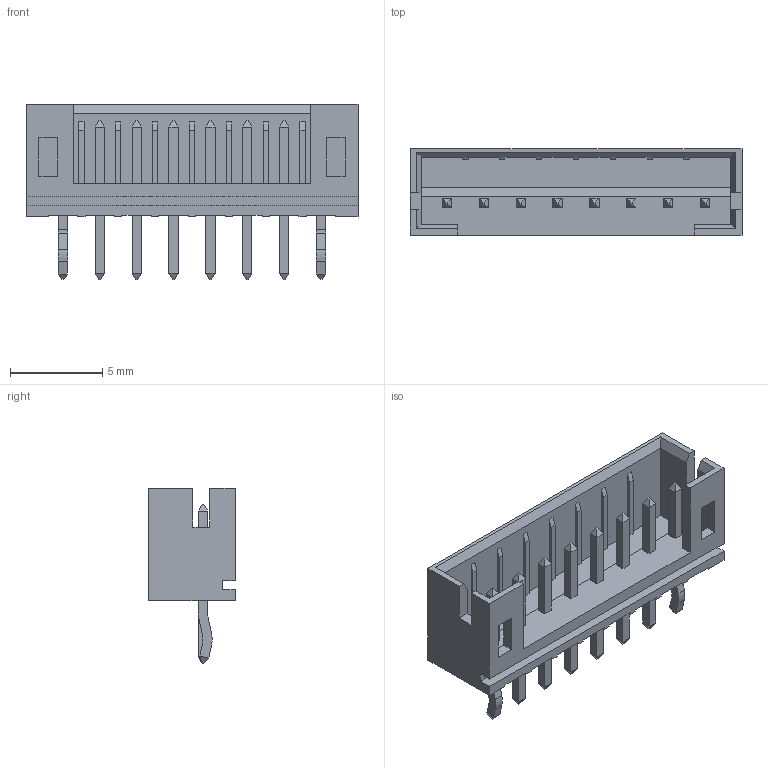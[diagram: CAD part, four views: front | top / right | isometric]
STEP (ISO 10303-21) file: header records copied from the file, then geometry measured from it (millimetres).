
FILE_DESCRIPTION(/* description */ ('Unknown'),/* implementation_level */ '2;1');
FILE_NAME(/* name */ '62000811622',/* time_stamp */ '2018-11-15T11:47:00+01:00',/* author */ ('Unknown'),/* organization */ ('Unknown'),/* preprocessor_version */ 'ST-DEVELOPER v16.7',/* originating_system */ 'DEX',/* authorisation */ $);
FILE_SCHEMA (('AUTOMOTIVE_DESIGN {1 0 10303 214 3 1 1}'));
Length unit declared in the file: millimetre
Products named in the file (4): 6200xx11622; 62000811622; 6200xx11622_Pin1; 6200xx11622_Pin2
Assembly tree (9 placements, depth 2):
  6200xx11622
    62000811622
    6200xx11622_Pin1  x2
    6200xx11622_Pin2  x6
Bounding box: 18 x 4.7 x 9.5 mm (x, y, z)
Volume: 194.1 mm3; surface area: 722.4 mm2
Topology: 9 solids, 9 shells, 263 faces, 667 edges, 422 vertices
Faces by surface type: plane 255, cylinder 8
Entity records: 5527 total; most frequent: CARTESIAN_POINT 966, ORIENTED_EDGE 950, DIRECTION 845, EDGE_CURVE 475, LINE 467, VECTOR 467, VERTEX_POINT 310, EDGE_LOOP 191
